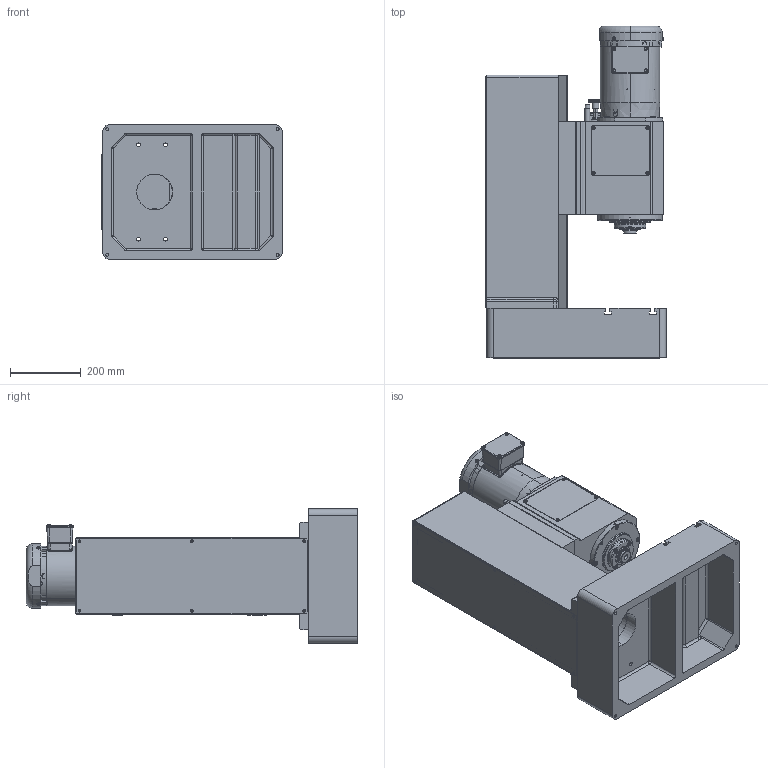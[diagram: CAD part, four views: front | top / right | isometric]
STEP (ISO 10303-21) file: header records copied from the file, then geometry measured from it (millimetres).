
FILE_DESCRIPTION (( 'STEP AP203' ), '1' );
FILE_NAME ('TM10.STEP', '2016-01-13T20:01:55', ( '' ), ( '' ), 'SwSTEP 2.0', 'SolidWorks 2015', '' );
FILE_SCHEMA (( 'CONFIG_CONTROL_DESIGN' ));
Products named in the file (1): TM10
Bounding box: 510.28 x 938.91 x 381 mm (x, y, z)
Surface area: 2616044.8 mm2 (no closed solid volume)
Topology: 0 solids, 170 shells, 1357 faces, 5973 edges, 4737 vertices
Faces by surface type: plane 634, cylinder 510, cone 135, torus 43, sphere 22, bspline 13
Entity records: 74387 total; most frequent: CARTESIAN_POINT 29377, DIRECTION 8532, ORIENTED_EDGE 8240, EDGE_CURVE 5961, VERTEX_POINT 4737, AXIS2_PLACEMENT_3D 2962, VECTOR 2608, LINE 2608
